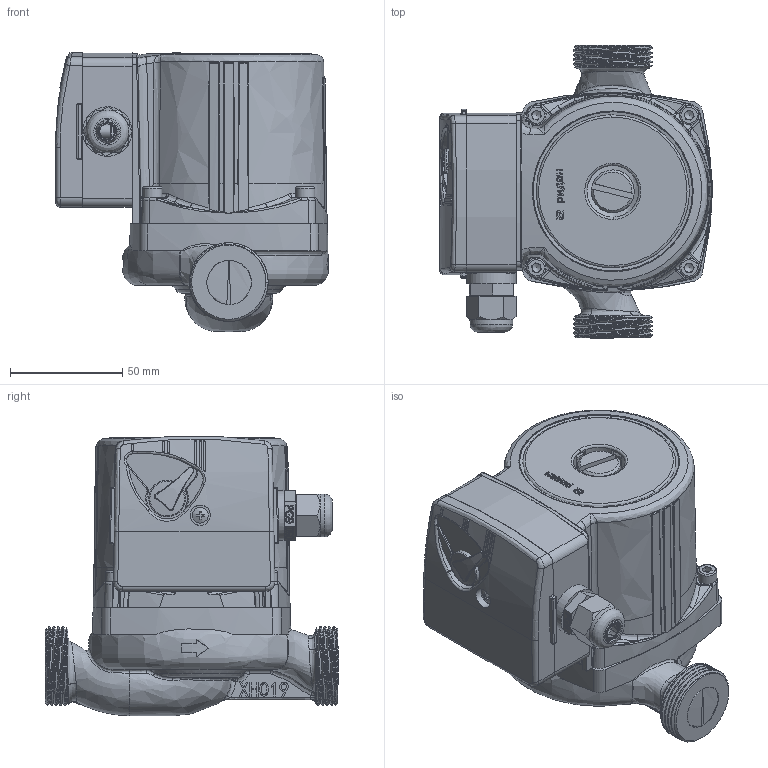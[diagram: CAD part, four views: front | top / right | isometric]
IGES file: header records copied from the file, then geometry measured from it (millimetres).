
Global section: file name: 015P1006 (RWS 20-70SN130); native system: AutoCAD 2021 — Русский (Russian),62HAutod; preprocessor: esk Translation Framework DWG producer (atf_dwg_producer); organization: unknown; date: 20230328.223031; units: millimetre
Bounding box: 121.29 x 130.31 x 124.14 mm (x, y, z)
Volume: 247032.2 mm3; surface area: 167590.5 mm2
Topology: 27 solids, 27 shells, 2312 faces, 6088 edges, 3864 vertices
Faces by surface type: bspline 2310, offset 2
